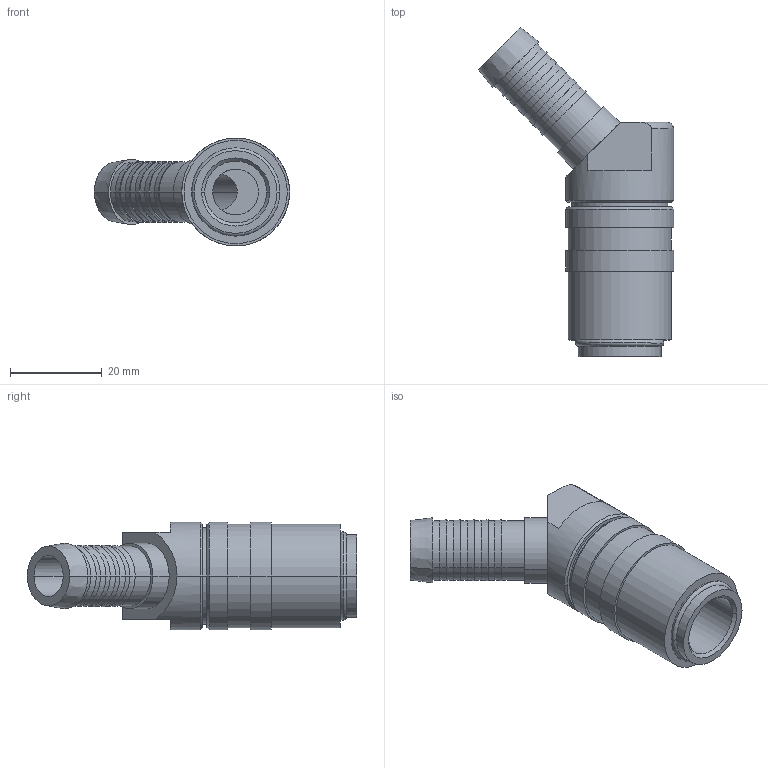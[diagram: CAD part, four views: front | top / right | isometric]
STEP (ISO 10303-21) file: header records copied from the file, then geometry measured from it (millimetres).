
FILE_DESCRIPTION(('STEP AP214'),'1');
FILE_NAME('eshe_13_tl-45.stp','2020-04-22T06:06:55',('TraceParts'),('TraceParts S.A.'),'Spatial InterOp 3D',' ',' ');
FILE_SCHEMA(('automotive_design'));
Length unit declared in the file: millimetre
Products named in the file (1): 1
Bounding box: 42.53 x 71.68 x 23.5 mm (x, y, z)
Volume: 16705.9 mm3; surface area: 8230.4 mm2
Topology: 1 solids, 1 shells, 80 faces, 169 edges, 106 vertices
Faces by surface type: cylinder 34, plane 23, cone 18, torus 5
Entity records: 3015 total; most frequent: CARTESIAN_POINT 544, DIRECTION 429, ORIENTED_EDGE 338, AXIS2_PLACEMENT_3D 183, EDGE_CURVE 169, VERTEX_POINT 106, CIRCLE 98, EDGE_LOOP 97
